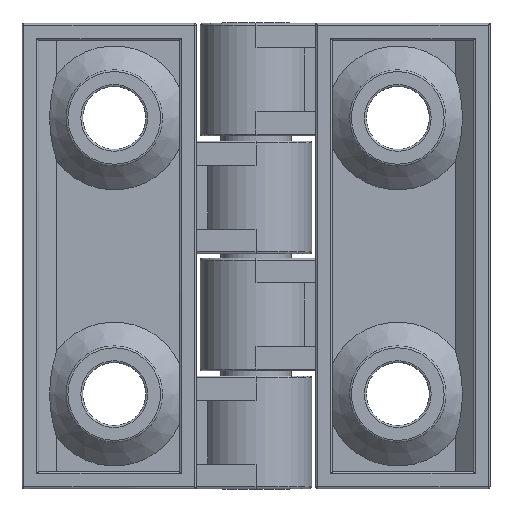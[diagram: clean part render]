
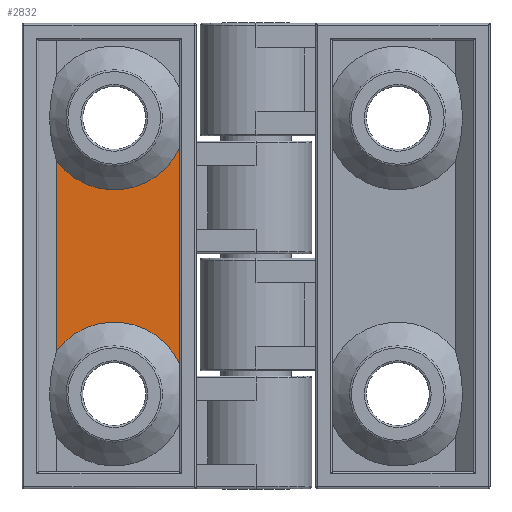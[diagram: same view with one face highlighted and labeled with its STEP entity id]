
A CAD part, front view. The second image highlights one B-rep face of the part: STEP entity #2832.
In plain terms, the highlighted planar face has unit normal (0, -1, 0).
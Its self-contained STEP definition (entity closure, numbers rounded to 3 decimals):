
#81=PLANE('',#3113);
#282=LINE('',#4771,#488);
#283=LINE('',#4774,#489);
#488=VECTOR('',#3698,10.);
#489=VECTOR('',#3701,10.);
#739=FACE_OUTER_BOUND('',#924,.T.);
#924=EDGE_LOOP('',(#2216,#2217,#2218,#2219));
#1126=CIRCLE('',#3112,7.766);
#1127=CIRCLE('',#3114,7.766);
#1332=VERTEX_POINT('',#4757);
#1333=VERTEX_POINT('',#4761);
#1334=VERTEX_POINT('',#4770);
#1335=VERTEX_POINT('',#4772);
#1656=EDGE_CURVE('',#1333,#1332,#1126,.T.);
#1659=EDGE_CURVE('',#1334,#1332,#282,.F.);
#1660=EDGE_CURVE('',#1334,#1335,#1127,.T.);
#1661=EDGE_CURVE('',#1335,#1333,#283,.T.);
#2216=ORIENTED_EDGE('',*,*,#1656,.T.);
#2217=ORIENTED_EDGE('',*,*,#1659,.F.);
#2218=ORIENTED_EDGE('',*,*,#1660,.T.);
#2219=ORIENTED_EDGE('',*,*,#1661,.T.);
#2832=ADVANCED_FACE('',(#739),#81,.F.);
#3112=AXIS2_PLACEMENT_3D('',#4762,#3694,#3695);
#3113=AXIS2_PLACEMENT_3D('',#4769,#3696,#3697);
#3114=AXIS2_PLACEMENT_3D('',#4773,#3699,#3700);
#3694=DIRECTION('center_axis',(0.,1.,0.));
#3695=DIRECTION('ref_axis',(1.,0.,0.));
#3696=DIRECTION('center_axis',(0.,1.,0.));
#3697=DIRECTION('ref_axis',(-1.,0.,0.));
#3698=DIRECTION('',(0.,0.,-1.));
#3699=DIRECTION('center_axis',(0.,1.,0.));
#3700=DIRECTION('ref_axis',(1.,0.,0.));
#3701=DIRECTION('',(0.,0.,1.));
#4757=CARTESIAN_POINT('',(-21.504,-1.8,10.229));
#4761=CARTESIAN_POINT('',(-8.25,-1.8,11.642));
#4762=CARTESIAN_POINT('Origin',(-15.3,-1.8,14.9));
#4769=CARTESIAN_POINT('Origin',(-6.45,-1.8,0.));
#4770=CARTESIAN_POINT('',(-21.504,-1.8,-10.229));
#4771=CARTESIAN_POINT('',(-21.504,-1.8,0.));
#4772=CARTESIAN_POINT('',(-8.25,-1.8,-11.642));
#4773=CARTESIAN_POINT('Origin',(-15.3,-1.8,-14.9));
#4774=CARTESIAN_POINT('',(-8.25,-1.8,0.));
